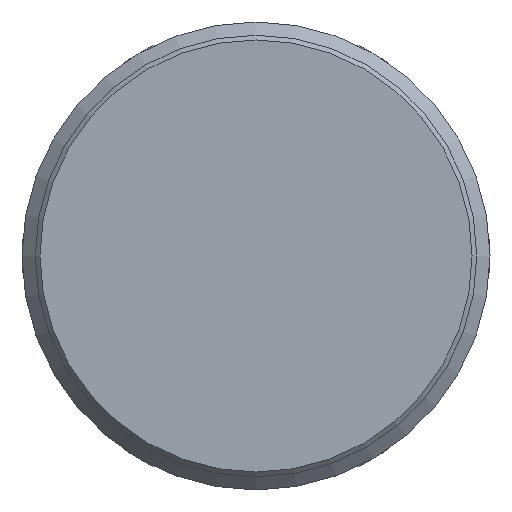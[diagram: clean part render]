
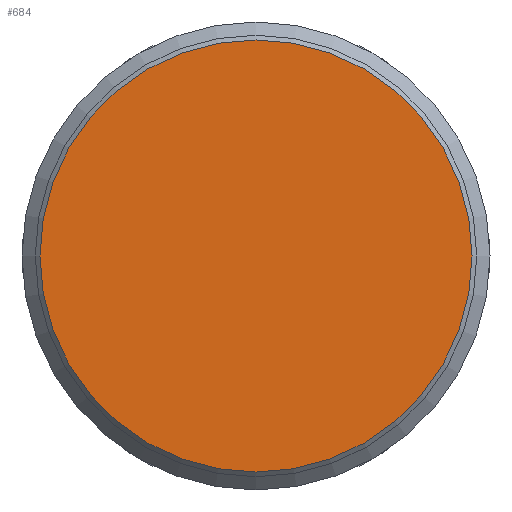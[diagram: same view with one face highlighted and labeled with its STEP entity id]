
A CAD part, front view. The second image highlights one B-rep face of the part: STEP entity #684.
In plain terms, the highlighted planar face has unit normal (0, -1, 0).
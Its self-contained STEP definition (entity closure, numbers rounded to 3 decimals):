
#243=ORIENTED_EDGE('',*,*,#366,.F.);
#366=EDGE_CURVE('',#438,#438,#490,.T.);
#438=VERTEX_POINT('',#1221);
#490=CIRCLE('',#786,13.85);
#545=EDGE_LOOP('',(#243));
#611=FACE_BOUND('',#545,.T.);
#648=PLANE('',#787);
#684=ADVANCED_FACE('',(#611),#648,.F.);
#786=AXIS2_PLACEMENT_3D('',#1220,#949,#950);
#787=AXIS2_PLACEMENT_3D('',#1222,#951,#952);
#949=DIRECTION('',(0.,1.,0.));
#950=DIRECTION('',(0.,0.,1.));
#951=DIRECTION('',(0.,1.,0.));
#952=DIRECTION('',(1.,0.,0.));
#1220=CARTESIAN_POINT('',(0.,0.,0.));
#1221=CARTESIAN_POINT('',(0.,0.,13.85));
#1222=CARTESIAN_POINT('',(0.,0.,0.));
